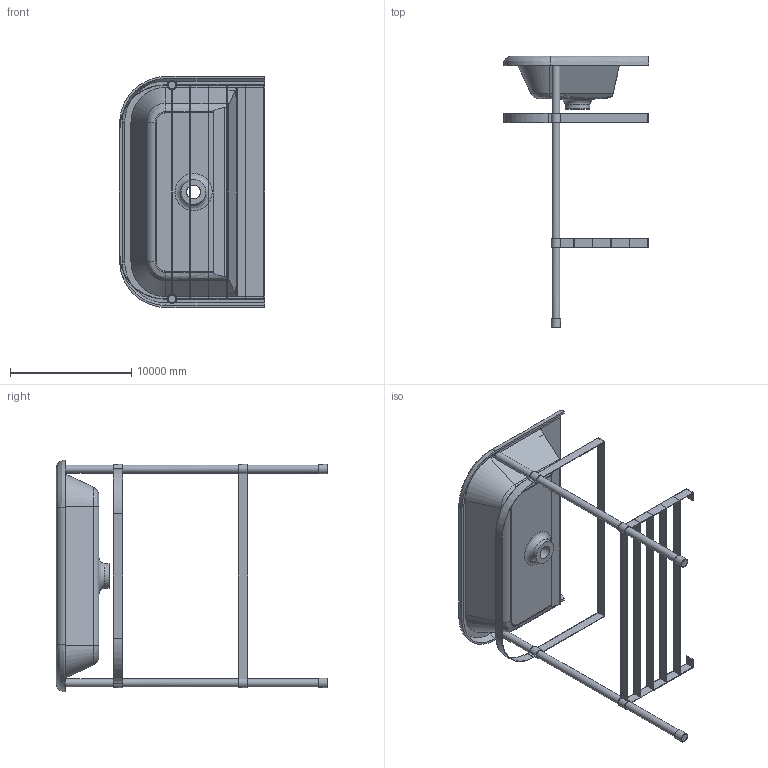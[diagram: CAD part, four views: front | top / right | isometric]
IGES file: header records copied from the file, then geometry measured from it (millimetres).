
Global section: file name: 7857; native system: AutoCAD 2016 - English; preprocessor: Autodesk Translation Framework DWG producer (atf_dwg_producer); organization: unknown; date: 20161027.161600; units: inch
Bounding box: 11938 x 22351.75 x 19053.96 mm (x, y, z)
Volume: 150706013020.6 mm3; surface area: 1033917544.6 mm2
Topology: 23 solids, 23 shells, 241 faces, 578 edges, 387 vertices
Faces by surface type: bspline 241
